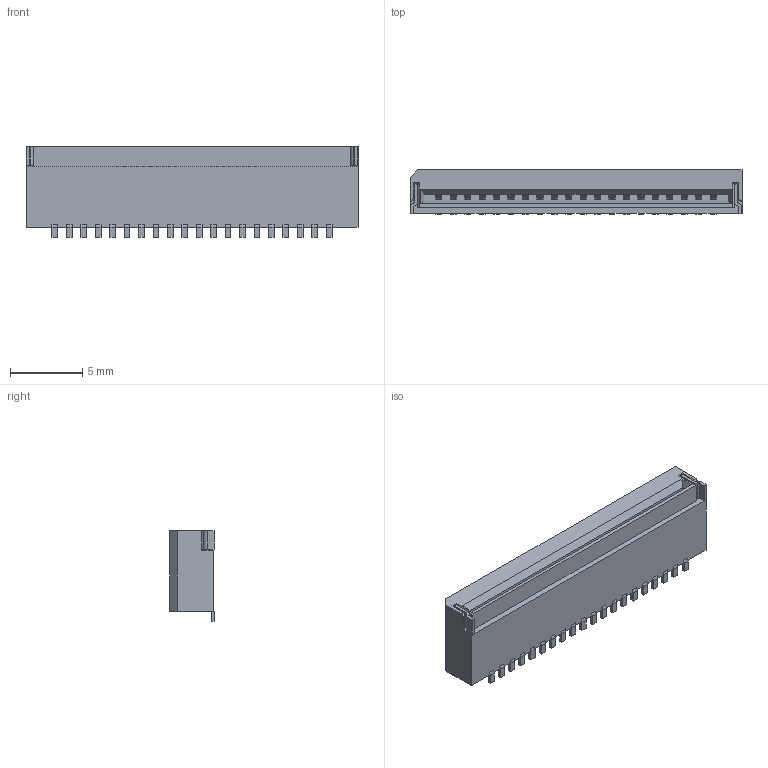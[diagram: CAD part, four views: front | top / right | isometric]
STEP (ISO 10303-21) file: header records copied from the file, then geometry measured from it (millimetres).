
FILE_DESCRIPTION(/* description */ (''),/* implementation_level */ '2;1');
FILE_NAME(/* name */ '2-84981-0 v2.step',/* time_stamp */ '2019-03-30T23:43:34+01:00',/* author */ (''),/* organization */ (''),/* preprocessor_version */ 'ST-DEVELOPER v17.2',/* originating_system */ 'Autodesk Translation Framework v7.6.0.251',/* authorisation */ '');
FILE_SCHEMA (('AUTOMOTIVE_DESIGN { 1 0 10303 214 3 1 1 }'));
Length unit declared in the file: millimetre
Products named in the file (1): 2-84981-0
Bounding box: 23 x 3.05 x 6.3 mm (x, y, z)
Volume: 335 mm3; surface area: 647.4 mm2
Topology: 1 solids, 1 shells, 386 faces, 1075 edges, 712 vertices
Faces by surface type: plane 318, cylinder 68
Entity records: 12614 total; most frequent: CARTESIAN_POINT 2174, ORIENTED_EDGE 2150, DIRECTION 1985, EDGE_CURVE 1075, LINE 939, VECTOR 939, VERTEX_POINT 712, AXIS2_PLACEMENT_3D 523
